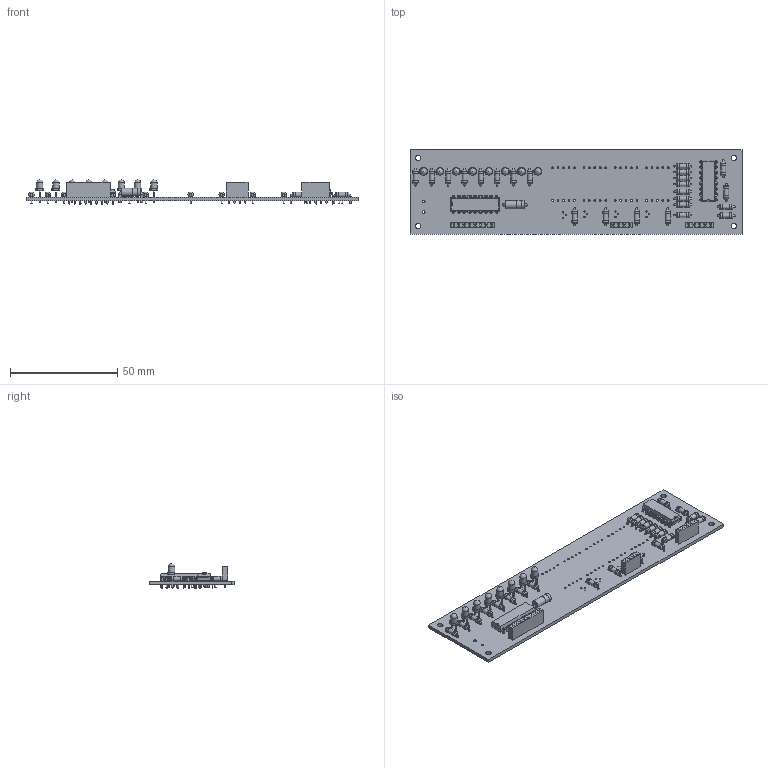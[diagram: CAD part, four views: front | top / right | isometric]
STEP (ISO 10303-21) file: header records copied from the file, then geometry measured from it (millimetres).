
FILE_DESCRIPTION(('FreeCAD Model'),'2;1');
FILE_NAME( 'Frente1.step', '2018-02-14T13:45:42',('kicad StepUp'),('ksu MCAD'), 'Open CASCADE STEP processor 6.8','FreeCAD','Unknown');
FILE_SCHEMA(('AUTOMOTIVE_DESIGN_CC2 { 1 2 10303 214 -1 1 5 4 }'));
Length unit declared in the file: millimetre
Products named in the file (40): ASSEMBLY; Pcb; LED_D3.0mm_; LED_D3.0mm_001; LED_D3.0mm_002; LED_D3.0mm_003; LED_D3.0mm_004; LED_D3.0mm_005; LED_D3.0mm_006; LED_D3.0mm_007; PinSocket_1x08_P254mm_Vertical_; R_Axial_DIN0207_L63mm_D25mm_P762mm_Horizontal_; R_Axial_DIN0207_L63mm_D25mm_P762mm_Horizontal_001; R_Axial_DIN0207_L63mm_D25mm_P762mm_Horizontal_002; R_Axial_DIN0207_L63mm_D25mm_P762mm_Horizontal_003; R_Axial_DIN0207_L63mm_D25mm_P762mm_Horizontal_004; R_Axial_DIN0207_L63mm_D25mm_P762mm_Horizontal_005; R_Axial_DIN0207_L63mm_D25mm_P762mm_Horizontal_006; R_Axial_DIN0207_L63mm_D25mm_P762mm_Horizontal_007; R_Axial_DIN0207_L63mm_D25mm_P762mm_Horizontal_008; R_Axial_DIN0207_L63mm_D25mm_P762mm_Horizontal_009; R_Axial_DIN0207_L63mm_D25mm_P762mm_Horizontal_010; R_Axial_DIN0207_L63mm_D25mm_P762mm_Horizontal_011; R_Axial_DIN0207_L63mm_D25mm_P762mm_Horizontal_012; R_Axial_DIN0207_L63mm_D25mm_P762mm_Horizontal_013; R_Axial_DIN0207_L63mm_D25mm_P762mm_Horizontal_014; R_Axial_DIN0207_L63mm_D25mm_P762mm_Horizontal_015; R_Axial_DIN0207_L63mm_D25mm_P762mm_Horizontal_016; R_Axial_DIN0207_L63mm_D25mm_P762mm_Horizontal_017; R_Axial_DIN0207_L63mm_D25mm_P762mm_Horizontal_018; R_Axial_DIN0207_L63mm_D25mm_P762mm_Horizontal_019; R_Axial_DIN0207_L63mm_D25mm_P762mm_Horizontal_020; R_Axial_DIN0207_L63mm_D25mm_P762mm_Horizontal_021; R_Axial_DIN0207_L63mm_D25mm_P762mm_Horizontal_022; R_Axial_DIN0207_L63mm_D25mm_P762mm_Horizontal_023; PinSocket_1x04_P254mm_Vertical_; D_5W_P10.16mm_Horizontal_; PinSocket_1x05_P254mm_Vertical_; DIP-16_W7.62mm_; DIP-18_W7.62mm_
Assembly tree (39 placements, depth 2):
  ASSEMBLY
    Pcb
    LED_D3.0mm_
    LED_D3.0mm_001
    LED_D3.0mm_002
    LED_D3.0mm_003
    LED_D3.0mm_004
    LED_D3.0mm_005
    LED_D3.0mm_006
    LED_D3.0mm_007
    PinSocket_1x08_P254mm_Vertical_
    R_Axial_DIN0207_L63mm_D25mm_P762mm_Horizontal_
    R_Axial_DIN0207_L63mm_D25mm_P762mm_Horizontal_001
    R_Axial_DIN0207_L63mm_D25mm_P762mm_Horizontal_002
    R_Axial_DIN0207_L63mm_D25mm_P762mm_Horizontal_003
    R_Axial_DIN0207_L63mm_D25mm_P762mm_Horizontal_004
    R_Axial_DIN0207_L63mm_D25mm_P762mm_Horizontal_005
    R_Axial_DIN0207_L63mm_D25mm_P762mm_Horizontal_006
    R_Axial_DIN0207_L63mm_D25mm_P762mm_Horizontal_007
    R_Axial_DIN0207_L63mm_D25mm_P762mm_Horizontal_008
    R_Axial_DIN0207_L63mm_D25mm_P762mm_Horizontal_009
    R_Axial_DIN0207_L63mm_D25mm_P762mm_Horizontal_010
    R_Axial_DIN0207_L63mm_D25mm_P762mm_Horizontal_011
    R_Axial_DIN0207_L63mm_D25mm_P762mm_Horizontal_012
    R_Axial_DIN0207_L63mm_D25mm_P762mm_Horizontal_013
    R_Axial_DIN0207_L63mm_D25mm_P762mm_Horizontal_014
    R_Axial_DIN0207_L63mm_D25mm_P762mm_Horizontal_015
    R_Axial_DIN0207_L63mm_D25mm_P762mm_Horizontal_016
    R_Axial_DIN0207_L63mm_D25mm_P762mm_Horizontal_017
    R_Axial_DIN0207_L63mm_D25mm_P762mm_Horizontal_018
    R_Axial_DIN0207_L63mm_D25mm_P762mm_Horizontal_019
    R_Axial_DIN0207_L63mm_D25mm_P762mm_Horizontal_020
    R_Axial_DIN0207_L63mm_D25mm_P762mm_Horizontal_021
    R_Axial_DIN0207_L63mm_D25mm_P762mm_Horizontal_022
    R_Axial_DIN0207_L63mm_D25mm_P762mm_Horizontal_023
    PinSocket_1x04_P254mm_Vertical_
    D_5W_P10.16mm_Horizontal_
    PinSocket_1x05_P254mm_Vertical_
    DIP-16_W7.62mm_
    DIP-18_W7.62mm_
Bounding box: 154.94 x 39.37 x 11.6 mm (x, y, z)
Volume: 12282.3 mm3; surface area: 18459.5 mm2
Topology: 39 solids, 39 shells, 1843 faces, 4480 edges, 2874 vertices
Faces by surface type: plane 1293, cylinder 386, torus 98, bspline 58, sphere 8
Full cylindrical faces by diameter (mm): 0.6 x60, 0.8 x122, 0.9 x16, 1 x17, 1.1 x2, 1.32 x2, 1.4 x2, 2.25 x24, 2.5 x48, 2.54 x4, 3 x8, 3.7 x2, 3.72 x1
Entity records: 75086 total; most frequent: CARTESIAN_POINT 18295, DIRECTION 8996, ORIENTED_EDGE 8976, EDGE_CURVE 4488, LINE 3454, VECTOR 3454, VERTEX_POINT 2882, AXIS2_PLACEMENT_3D 2771
